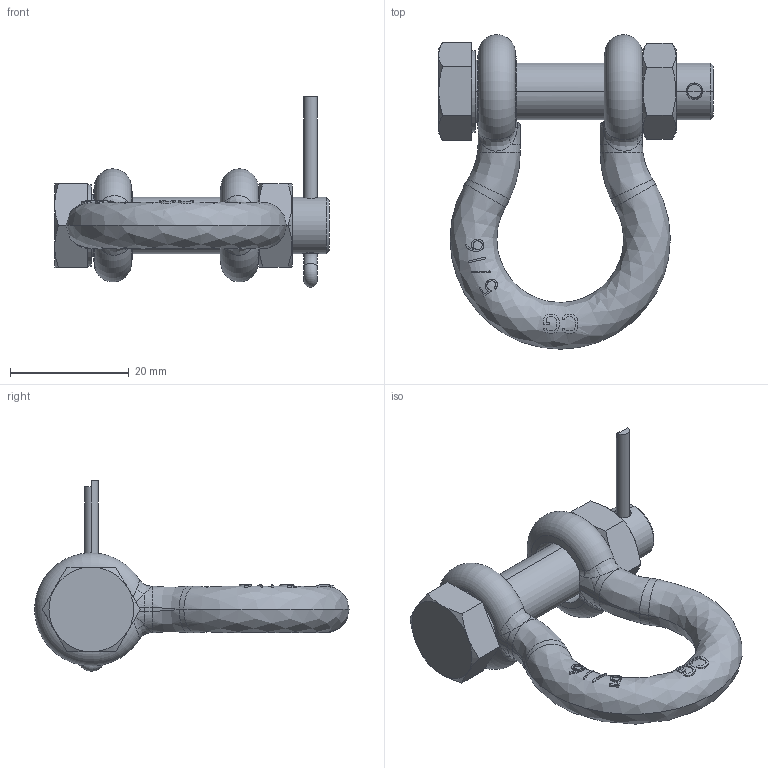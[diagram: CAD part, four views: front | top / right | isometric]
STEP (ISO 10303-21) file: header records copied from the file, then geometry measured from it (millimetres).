
FILE_DESCRIPTION((''),'2;1');
FILE_NAME('CROSBY_2130_031','2005-01-21T',('ADoughty'),('The Crosby Group, Inc.'),'PRO/ENGINEER BY PARAMETRIC TECHNOLOGY CORPORATION, 2004090','PRO/ENGINEER BY PARAMETRIC TECHNOLOGY CORPORATION, 2004090','');
FILE_SCHEMA(('CONFIG_CONTROL_DESIGN'));
Length unit declared in the file: inch
Products named in the file (1): CROSBY_2130_031
Bounding box: 46.23 x 52.95 x 32.04 mm (x, y, z)
Volume: 10297.1 mm3; surface area: 6432.4 mm2
Topology: 4 solids, 4 shells, 231 faces, 584 edges, 362 vertices
Faces by surface type: plane 118, bspline 53, cylinder 21, cone 18, extrusion 12, torus 9
Entity records: 11289 total; most frequent: CARTESIAN_POINT 6483, ORIENTED_EDGE 1164, DIRECTION 688, EDGE_CURVE 582, VERTEX_POINT 362, B_SPLINE_CURVE_WITH_KNOTS 336, AXIS2_PLACEMENT_3D 252, EDGE_LOOP 242
